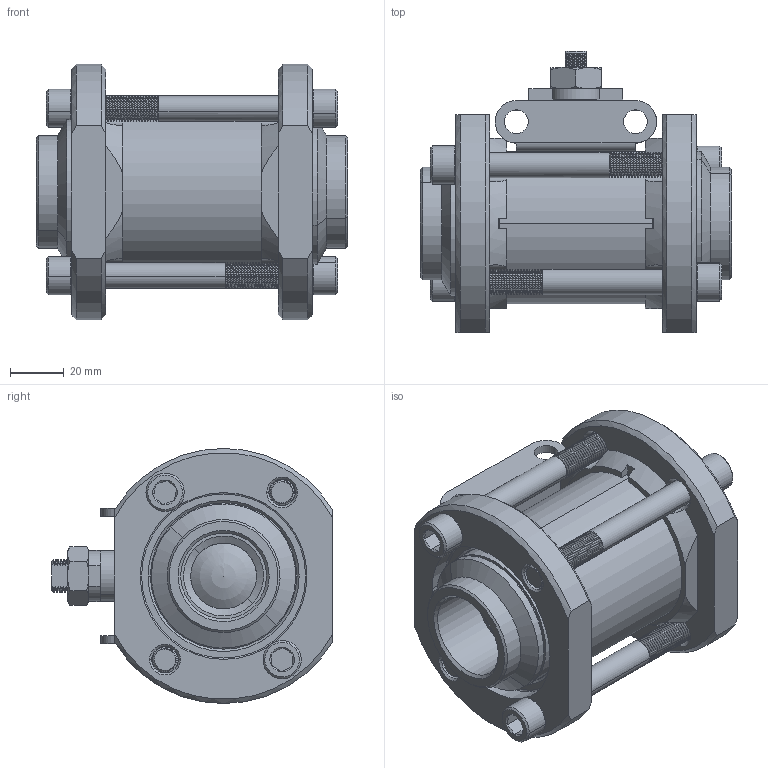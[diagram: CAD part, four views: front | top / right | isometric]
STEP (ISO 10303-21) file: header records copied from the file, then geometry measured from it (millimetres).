
FILE_DESCRIPTION (( 'STEP AP203' ), '1' );
FILE_NAME ('21XXTSWSZ.step', '2018-03-15T12:29:44', ( '' ), ( '' ), 'SwSTEP 2.0', 'SolidWorks 2017', '' );
FILE_SCHEMA (( 'CONFIG_CONTROL_DESIGN' ));
Length unit declared in the file: inch
Products named in the file (1): 21XXTSWSZ
Bounding box: 116.08 x 104.84 x 95.25 mm (x, y, z)
Volume: 345045.9 mm3; surface area: 130339 mm2
Topology: 22 solids, 22 shells, 1237 faces, 3279 edges, 2103 vertices
Faces by surface type: cylinder 725, cone 193, plane 177, bspline 112, torus 28, sphere 2
Entity records: 128495 total; most frequent: CARTESIAN_POINT 101688, ORIENTED_EDGE 6546, DIRECTION 4704, EDGE_CURVE 3273, VERTEX_POINT 2099, AXIS2_PLACEMENT_3D 1796, EDGE_LOOP 1316, FACE_OUTER_BOUND 1237
